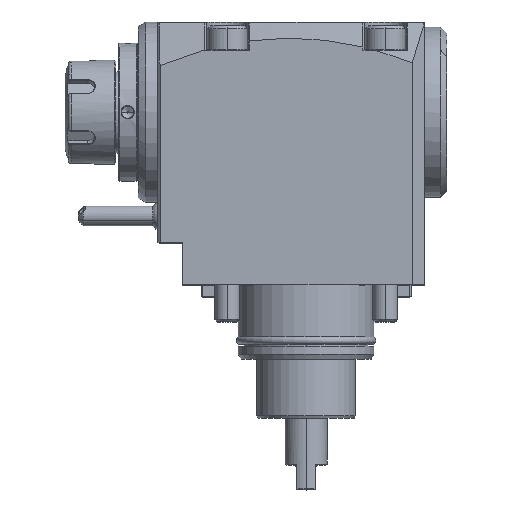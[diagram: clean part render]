
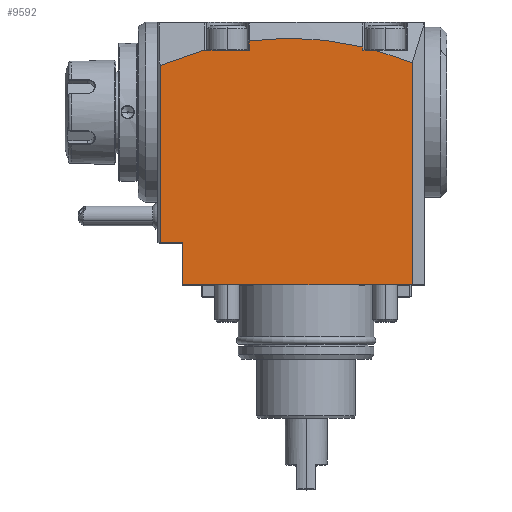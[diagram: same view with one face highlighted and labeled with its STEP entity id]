
A CAD part, top view. The second image highlights one B-rep face of the part: STEP entity #9592.
In plain terms, the highlighted planar face has unit normal (0, 0, 1).
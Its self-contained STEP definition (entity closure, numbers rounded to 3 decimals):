
#1789=DIRECTION('',(0.,1.,0.));
#1790=VECTOR('',#1789,89.954);
#1791=CARTESIAN_POINT('',(103.,0.,42.5));
#1792=LINE('',#1791,#1790);
#1812=DIRECTION('',(-1.,0.,0.));
#1813=VECTOR('',#1812,93.);
#1814=CARTESIAN_POINT('',(103.,0.,42.5));
#1815=LINE('',#1814,#1813);
#2325=DIRECTION('',(0.,1.,0.));
#2326=VECTOR('',#2325,17.);
#2327=CARTESIAN_POINT('',(10.,0.,42.5));
#2328=LINE('',#2327,#2326);
#2329=DIRECTION('',(1.,0.,0.));
#2330=VECTOR('',#2329,9.);
#2331=CARTESIAN_POINT('',(1.,17.,42.5));
#2332=LINE('',#2331,#2330);
#2333=DIRECTION('',(0.,1.,0.));
#2334=VECTOR('',#2333,71.4);
#2335=CARTESIAN_POINT('',(1.,17.5,42.5));
#2336=LINE('',#2335,#2334);
#2337=CARTESIAN_POINT('',(18.964,95.187,42.5));
#2338=CARTESIAN_POINT('',(12.837,93.491,42.5));
#2339=CARTESIAN_POINT('',(6.855,91.378,42.5));
#2340=CARTESIAN_POINT('',(1.,88.9,42.5));
#2342=DIRECTION('',(-0.268,0.963,0.));
#2343=VECTOR('',#2342,0.194);
#2344=CARTESIAN_POINT('',(19.016,95.,42.5));
#2345=LINE('',#2344,#2343);
#2346=DIRECTION('',(0.,-1.,0.));
#2347=VECTOR('',#2346,3.865);
#2348=CARTESIAN_POINT('',(37.,98.865,42.5));
#2349=LINE('',#2348,#2347);
#2350=CARTESIAN_POINT('',(37.,98.865,42.5));
#2351=CARTESIAN_POINT('',(52.484,100.895,42.5));
#2352=CARTESIAN_POINT('',(67.814,100.013,42.5));
#2353=CARTESIAN_POINT('',(83.,96.373,42.5));
#2355=DIRECTION('',(0.,1.,0.));
#2356=VECTOR('',#2355,1.373);
#2357=CARTESIAN_POINT('',(83.,95.,42.5));
#2358=LINE('',#2357,#2356);
#2359=CARTESIAN_POINT('',(88.259,95.,42.5));
#2360=CARTESIAN_POINT('',(93.264,93.587,42.5));
#2361=CARTESIAN_POINT('',(98.175,91.896,42.5));
#2362=CARTESIAN_POINT('',(103.,89.954,42.5));
#2364=DIRECTION('',(0.,1.,0.));
#2365=VECTOR('',#2364,0.5);
#2366=CARTESIAN_POINT('',(1.,17.,42.5));
#2367=LINE('',#2366,#2365);
#2388=CARTESIAN_POINT('',(1.,88.9,42.5));
#2468=DIRECTION('',(-1.,0.,0.));
#2469=VECTOR('',#2468,17.984);
#2470=CARTESIAN_POINT('',(37.,95.,42.5));
#2471=LINE('',#2470,#2469);
#2613=DIRECTION('',(-1.,0.,0.));
#2614=VECTOR('',#2613,5.259);
#2615=CARTESIAN_POINT('',(88.259,95.,42.5));
#2616=LINE('',#2615,#2614);
#2670=CARTESIAN_POINT('',(37.,98.865,42.5));
#4647=VERTEX_POINT('',#2359);
#4648=VERTEX_POINT('',#2362);
#4649=VERTEX_POINT('',#2388);
#4668=CARTESIAN_POINT('',(19.016,95.,42.5));
#4670=VERTEX_POINT('',#4668);
#4679=CARTESIAN_POINT('',(18.964,95.187,42.5));
#4680=VERTEX_POINT('',#4679);
#4684=VERTEX_POINT('',#2670);
#4685=CARTESIAN_POINT('',(37.,95.,42.5));
#4686=VERTEX_POINT('',#4685);
#4705=VERTEX_POINT('',#2353);
#4719=CARTESIAN_POINT('',(83.,95.,42.5));
#4721=VERTEX_POINT('',#4719);
#5281=CARTESIAN_POINT('',(103.,0.,42.5));
#5282=VERTEX_POINT('',#5281);
#5328=CARTESIAN_POINT('',(10.,0.,42.5));
#5330=VERTEX_POINT('',#5328);
#5331=CARTESIAN_POINT('',(1.,17.,42.5));
#5332=CARTESIAN_POINT('',(10.,17.,42.5));
#5333=VERTEX_POINT('',#5331);
#5334=VERTEX_POINT('',#5332);
#5372=CARTESIAN_POINT('',(1.,17.5,42.5));
#5374=VERTEX_POINT('',#5372);
#9561=CARTESIAN_POINT('',(0.,106.5,42.5));
#9562=DIRECTION('',(0.,0.,1.));
#9563=DIRECTION('',(0.,-1.,0.));
#9564=AXIS2_PLACEMENT_3D('',#9561,#9562,#9563);
#9565=PLANE('',#9564);
#9566=ORIENTED_EDGE('',*,*,#8705,.F.);
#9567=ORIENTED_EDGE('',*,*,#8726,.T.);
#9568=ORIENTED_EDGE('',*,*,#9554,.T.);
#9569=ORIENTED_EDGE('',*,*,#9543,.F.);
#9571=ORIENTED_EDGE('',*,*,#9570,.T.);
#9573=ORIENTED_EDGE('',*,*,#9572,.T.);
#9575=ORIENTED_EDGE('',*,*,#9574,.F.);
#9577=ORIENTED_EDGE('',*,*,#9576,.F.);
#9579=ORIENTED_EDGE('',*,*,#9578,.F.);
#9581=ORIENTED_EDGE('',*,*,#9580,.F.);
#9583=ORIENTED_EDGE('',*,*,#9582,.T.);
#9585=ORIENTED_EDGE('',*,*,#9584,.F.);
#9587=ORIENTED_EDGE('',*,*,#9586,.F.);
#9589=ORIENTED_EDGE('',*,*,#9588,.T.);
#9590=EDGE_LOOP('',(#9566,#9567,#9568,#9569,#9571,#9573,#9575,#9577,#9579,#9581,
#9583,#9585,#9587,#9589));
#9591=FACE_OUTER_BOUND('',#9590,.F.);
#2341=B_SPLINE_CURVE_WITH_KNOTS('',3,(#2337,#2338,#2339,#2340),.UNSPECIFIED.,
.F.,.F.,(4,4),(0.,1.),.UNSPECIFIED.);
#2354=B_SPLINE_CURVE_WITH_KNOTS('',3,(#2350,#2351,#2352,#2353),.UNSPECIFIED.,
.F.,.F.,(4,4),(0.,1.),.UNSPECIFIED.);
#2363=B_SPLINE_CURVE_WITH_KNOTS('',3,(#2359,#2360,#2361,#2362),.UNSPECIFIED.,
.F.,.F.,(4,4),(0.,1.),.UNSPECIFIED.);
#8705=EDGE_CURVE('',#5282,#4648,#1792,.T.);
#8726=EDGE_CURVE('',#5282,#5330,#1815,.T.);
#9543=EDGE_CURVE('',#5333,#5334,#2332,.T.);
#9554=EDGE_CURVE('',#5330,#5334,#2328,.T.);
#9570=EDGE_CURVE('',#5333,#5374,#2367,.T.);
#9572=EDGE_CURVE('',#5374,#4649,#2336,.T.);
#9574=EDGE_CURVE('',#4680,#4649,#2341,.T.);
#9576=EDGE_CURVE('',#4670,#4680,#2345,.T.);
#9578=EDGE_CURVE('',#4686,#4670,#2471,.T.);
#9580=EDGE_CURVE('',#4684,#4686,#2349,.T.);
#9582=EDGE_CURVE('',#4684,#4705,#2354,.T.);
#9584=EDGE_CURVE('',#4721,#4705,#2358,.T.);
#9586=EDGE_CURVE('',#4647,#4721,#2616,.T.);
#9588=EDGE_CURVE('',#4647,#4648,#2363,.T.);
#9592=ADVANCED_FACE('',(#9591),#9565,.T.);
